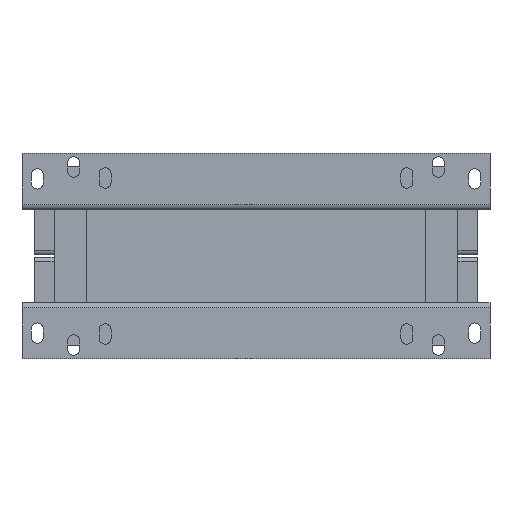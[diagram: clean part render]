
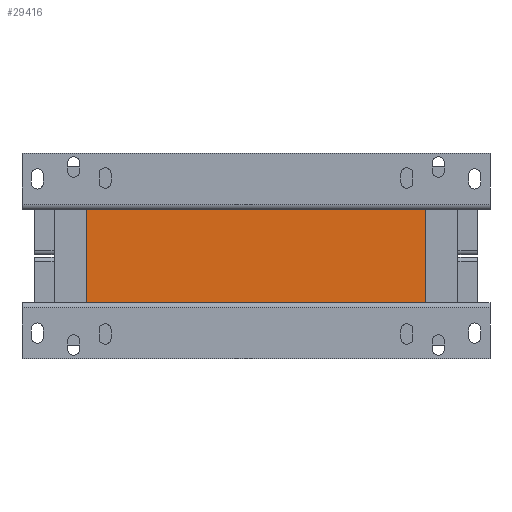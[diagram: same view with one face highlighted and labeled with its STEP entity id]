
A CAD part, front view. The second image highlights one B-rep face of the part: STEP entity #29416.
In plain terms, the highlighted planar face has unit normal (0, -1, 0).
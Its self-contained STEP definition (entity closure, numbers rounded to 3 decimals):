
#114 = EDGE_LOOP ( 'NONE', ( #1445, #28786, #5088, #23916 ) ) ;
#1445 = ORIENTED_EDGE ( 'NONE', *, *, #29260, .T. ) ;
#2087 = VECTOR ( 'NONE', #30104, 1000. ) ;
#2819 = CARTESIAN_POINT ( 'NONE',  ( -200., -200., 55. ) ) ;
#4532 = CARTESIAN_POINT ( 'NONE',  ( -200., -200., -55. ) ) ;
#5088 = ORIENTED_EDGE ( 'NONE', *, *, #23173, .F. ) ;
#6233 = DIRECTION ( 'NONE',  ( 1., 0., 0. ) ) ;
#6269 = EDGE_CURVE ( 'Defeature ausgef�hrt2_12+Defeature ausgef�hrt2_15+Defeature ausgef�hrt2_641+Defeature ausgef�hrt2_642', #18262, #21987, #14775, .T. ) ;
#7207 = LINE ( 'NONE', #2819, #2087 ) ;
#10282 = VECTOR ( 'NONE', #6233, 1000. ) ;
#14545 = CARTESIAN_POINT ( 'NONE',  ( 200., -200., -55. ) ) ;
#14775 = LINE ( 'NONE', #23950, #17159 ) ;
#15454 = DIRECTION ( 'NONE',  ( 0., 0., 1. ) ) ;
#16959 = DIRECTION ( 'NONE',  ( 1., 0., 0. ) ) ;
#17159 = VECTOR ( 'NONE', #21661, 1000. ) ;
#18262 = VERTEX_POINT ( 'NONE', #20855 ) ;
#19237 = CARTESIAN_POINT ( 'NONE',  ( -200., -200., 55. ) ) ;
#20682 = CARTESIAN_POINT ( 'NONE',  ( -200., -200., 55. ) ) ;
#20855 = CARTESIAN_POINT ( 'NONE',  ( 200., -200., 55. ) ) ;
#20898 = FACE_OUTER_BOUND ( 'NONE', #114, .T. ) ;
#21456 = VERTEX_POINT ( 'NONE', #19237 ) ;
#21661 = DIRECTION ( 'NONE',  ( 0., 0., -1. ) ) ;
#21987 = VERTEX_POINT ( 'NONE', #14545 ) ;
#22740 = AXIS2_PLACEMENT_3D ( 'NONE', #20682, #23230, #15454 ) ;
#23173 = EDGE_CURVE ( 'Defeature ausgef�hrt2_641+Defeature ausgef�hrt2_15+Defeature ausgef�hrt2_11+Defeature ausgef�hrt2_12', #21456, #18262, #27240, .T. ) ;
#23230 = DIRECTION ( 'NONE',  ( 0., 1., 0. ) ) ;
#23916 = ORIENTED_EDGE ( 'NONE', *, *, #27732, .T. ) ;
#23950 = CARTESIAN_POINT ( 'NONE',  ( 200., -200., 55. ) ) ;
#23969 = CARTESIAN_POINT ( 'NONE',  ( -200., -200., 55. ) ) ;
#24013 = CARTESIAN_POINT ( 'NONE',  ( -200., -200., -55. ) ) ;
#27240 = LINE ( 'NONE', #23969, #10282 ) ;
#27381 = VERTEX_POINT ( 'NONE', #24013 ) ;
#27732 = EDGE_CURVE ( 'Defeature ausgef�hrt2_15+Defeature ausgef�hrt2_11+Defeature ausgef�hrt2_641+Defeature ausgef�hrt2_642', #21456, #27381, #7207, .T. ) ;
#28786 = ORIENTED_EDGE ( 'NONE', *, *, #6269, .F. ) ;
#29098 = VECTOR ( 'NONE', #16959, 1000. ) ;
#29260 = EDGE_CURVE ( 'Defeature ausgef�hrt2_15+Defeature ausgef�hrt2_642+Defeature ausgef�hrt2_11+Defeature ausgef�hrt2_12', #27381, #21987, #30665, .T. ) ;
#29416 = ADVANCED_FACE ( 'Defeature ausgef�hrt2_15', ( #20898 ), #30500, .F. ) ;
#30104 = DIRECTION ( 'NONE',  ( 0., 0., -1. ) ) ;
#30500 = PLANE ( 'NONE',  #22740 ) ;
#30665 = LINE ( 'NONE', #4532, #29098 ) ;
